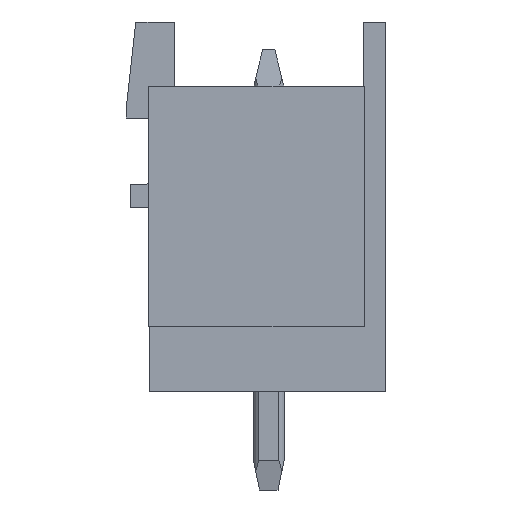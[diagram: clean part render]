
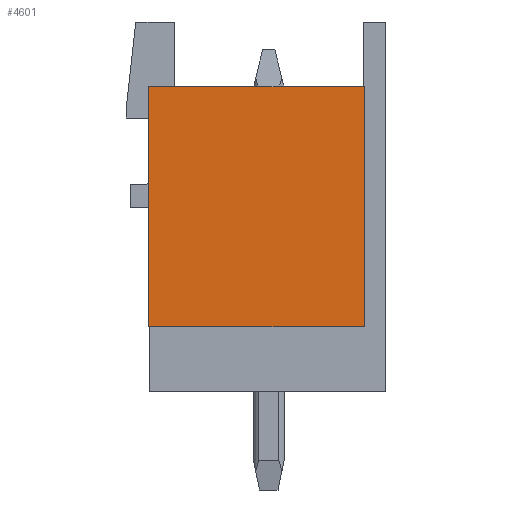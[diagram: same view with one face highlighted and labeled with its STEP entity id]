
A CAD part, left-side view. The second image highlights one B-rep face of the part: STEP entity #4601.
In plain terms, the highlighted planar face has unit normal (-1, 0, 0).
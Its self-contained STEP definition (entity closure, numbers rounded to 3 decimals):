
#4593=AXIS2_PLACEMENT_3D('Plane Axis2P3D',#4590,#4591,#4592) ;
#4100=CARTESIAN_POINT('Vertex',(0.,0.7,5.3)) ;
#4126=CARTESIAN_POINT('Vertex',(0.,0.7,13.1)) ;
#4129=CARTESIAN_POINT('Line Origine',(0.,0.7,9.2)) ;
#4401=CARTESIAN_POINT('Line Origine',(0.,7.7,9.2)) ;
#4405=CARTESIAN_POINT('Vertex',(0.,7.7,5.3)) ;
#4407=CARTESIAN_POINT('Vertex',(0.,7.7,13.1)) ;
#4551=CARTESIAN_POINT('Line Origine',(0.,4.2,5.3)) ;
#4577=CARTESIAN_POINT('Line Origine',(0.,4.2,13.1)) ;
#4590=CARTESIAN_POINT('Axis2P3D Location',(0.,0.,13.1)) ;
#4130=DIRECTION('Vector Direction',(0.,0.,-1.)) ;
#4402=DIRECTION('Vector Direction',(0.,0.,-1.)) ;
#4552=DIRECTION('Vector Direction',(0.,1.,0.)) ;
#4578=DIRECTION('Vector Direction',(0.,1.,0.)) ;
#4591=DIRECTION('Axis2P3D Direction',(1.,-0.,0.)) ;
#4592=DIRECTION('Axis2P3D XDirection',(0.,0.,-1.)) ;
#4131=VECTOR('Line Direction',#4130,1.) ;
#4403=VECTOR('Line Direction',#4402,1.) ;
#4553=VECTOR('Line Direction',#4552,1.) ;
#4579=VECTOR('Line Direction',#4578,1.) ;
#4596=ORIENTED_EDGE('',*,*,#4555,.F.) ;
#4597=ORIENTED_EDGE('',*,*,#4133,.T.) ;
#4598=ORIENTED_EDGE('',*,*,#4581,.T.) ;
#4599=ORIENTED_EDGE('',*,*,#4409,.F.) ;
#4601=ADVANCED_FACE('Housing',(#4600),#4594,.F.) ;
#4133=EDGE_CURVE('',#4101,#4127,#4132,.F.) ;
#4409=EDGE_CURVE('',#4406,#4408,#4404,.F.) ;
#4555=EDGE_CURVE('',#4101,#4406,#4554,.T.) ;
#4581=EDGE_CURVE('',#4127,#4408,#4580,.T.) ;
#4595=EDGE_LOOP('',(#4596,#4597,#4598,#4599)) ;
#4600=FACE_OUTER_BOUND('',#4595,.T.) ;
#4132=LINE('Line',#4129,#4131) ;
#4404=LINE('Line',#4401,#4403) ;
#4554=LINE('Line',#4551,#4553) ;
#4580=LINE('Line',#4577,#4579) ;
#4594=PLANE('',#4593) ;
#4101=VERTEX_POINT('',#4100) ;
#4127=VERTEX_POINT('',#4126) ;
#4406=VERTEX_POINT('',#4405) ;
#4408=VERTEX_POINT('',#4407) ;
